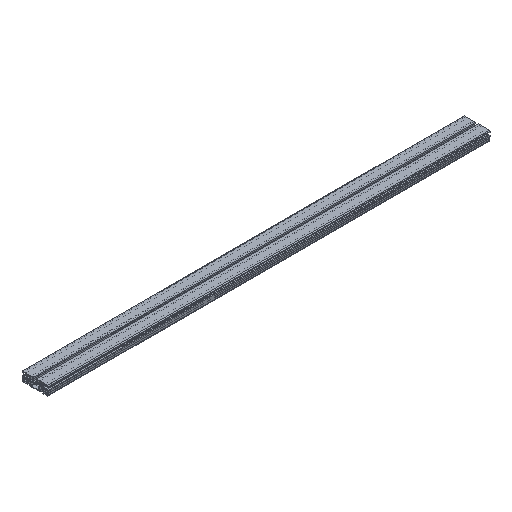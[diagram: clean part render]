
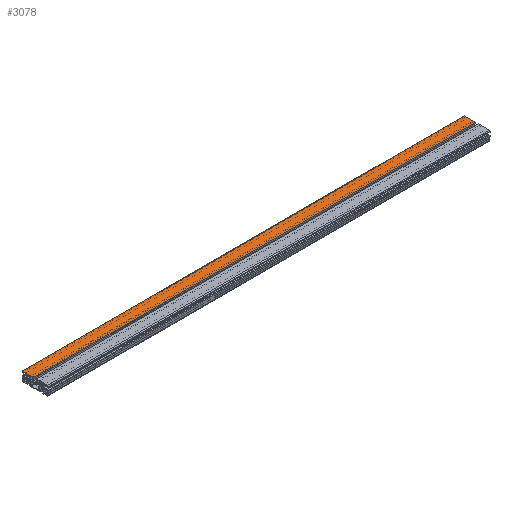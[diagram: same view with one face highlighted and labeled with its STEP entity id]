
A CAD part, isometric view. The second image highlights one B-rep face of the part: STEP entity #3078.
In plain terms, the highlighted planar face has unit normal (0, 0, 1).
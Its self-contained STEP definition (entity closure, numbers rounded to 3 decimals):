
#135=FACE_OUTER_BOUND('',#296,.T.);
#296=EDGE_LOOP('',(#2373,#2374,#2375,#2376));
#513=LINE('',#4354,#873);
#702=LINE('',#4858,#1062);
#704=LINE('',#4862,#1064);
#705=LINE('',#4863,#1065);
#873=VECTOR('',#3464,1.);
#1062=VECTOR('',#3893,1.);
#1064=VECTOR('',#3897,1.);
#1065=VECTOR('',#3898,1.);
#1239=VERTEX_POINT('',#4351);
#1240=VERTEX_POINT('',#4353);
#1435=VERTEX_POINT('',#4857);
#1436=VERTEX_POINT('',#4861);
#1547=EDGE_CURVE('',#1239,#1240,#513,.T.);
#1799=EDGE_CURVE('',#1435,#1240,#702,.T.);
#1801=EDGE_CURVE('',#1436,#1239,#704,.T.);
#1802=EDGE_CURVE('',#1436,#1435,#705,.T.);
#2373=ORIENTED_EDGE('',*,*,#1801,.F.);
#2374=ORIENTED_EDGE('',*,*,#1802,.T.);
#2375=ORIENTED_EDGE('',*,*,#1799,.T.);
#2376=ORIENTED_EDGE('',*,*,#1547,.F.);
#2955=PLANE('',#3305);
#3078=ADVANCED_FACE('',(#135),#2955,.T.);
#3305=AXIS2_PLACEMENT_3D('',#4860,#3895,#3896);
#3464=DIRECTION('',(0.,-1.,0.));
#3893=DIRECTION('',(1.,0.,0.));
#3895=DIRECTION('center_axis',(0.,0.,
1.));
#3896=DIRECTION('ref_axis',(0.,-1.,0.));
#3897=DIRECTION('',(1.,0.,0.));
#3898=DIRECTION('',(0.,-1.,0.));
#4351=CARTESIAN_POINT('',(1524.,87.5,32.));
#4353=CARTESIAN_POINT('',(1524.,49.15,32.));
#4354=CARTESIAN_POINT('',(1524.,87.5,32.));
#4857=CARTESIAN_POINT('',(0.,49.15,32.));
#4858=CARTESIAN_POINT('',(304.8,49.15,32.));
#4860=CARTESIAN_POINT('Origin',(0.,87.5,32.));
#4861=CARTESIAN_POINT('',(0.,87.5,32.));
#4862=CARTESIAN_POINT('',(304.8,87.5,32.));
#4863=CARTESIAN_POINT('',(0.,87.5,32.));
